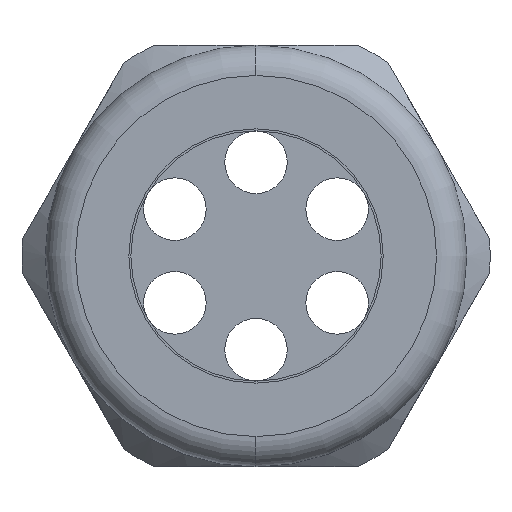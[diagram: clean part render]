
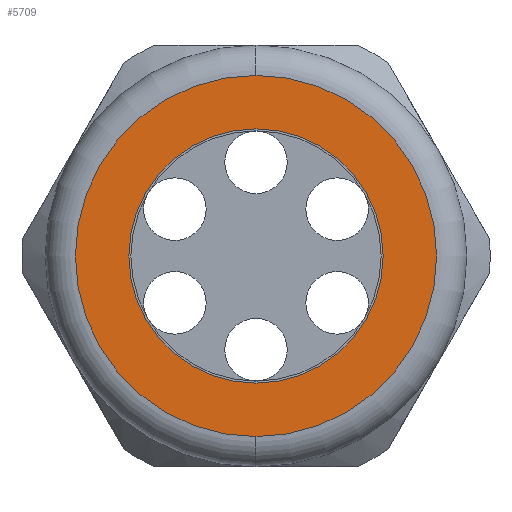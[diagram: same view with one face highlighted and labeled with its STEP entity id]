
A CAD part, left-side view. The second image highlights one B-rep face of the part: STEP entity #5709.
In plain terms, the highlighted planar face has unit normal (-1, 0, 0).
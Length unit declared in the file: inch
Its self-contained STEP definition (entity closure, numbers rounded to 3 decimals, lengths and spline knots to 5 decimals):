
#2735 = DIRECTION ( 'NONE',  ( 0., 0., 1. ) ) ;
#2736 = DIRECTION ( 'NONE',  ( -1., 0., 0. ) ) ;
#2737 = CARTESIAN_POINT ( 'NONE',  ( -2.2, 0., 0. ) ) ;
#2738 = AXIS2_PLACEMENT_3D ( 'NONE', #2737, #2736, #2735 ) ;
#2739 = CIRCLE ( 'NONE', #2738, 0.895 ) ;
#2794 = CARTESIAN_POINT ( 'NONE',  ( -2.2, 0., -0.895 ) ) ;
#2895 = CARTESIAN_POINT ( 'NONE',  ( -2.2, 0., 0.63 ) ) ;
#2896 = CARTESIAN_POINT ( 'NONE',  ( -2.2, 0., -0.63 ) ) ;
#2950 = DIRECTION ( 'NONE',  ( 0., 0., -1. ) ) ;
#2951 = DIRECTION ( 'NONE',  ( 1., 0., 0. ) ) ;
#2952 = CARTESIAN_POINT ( 'NONE',  ( -2.2, 0., 0. ) ) ;
#2953 = AXIS2_PLACEMENT_3D ( 'NONE', #2952, #2951, #2950 ) ;
#2954 = CIRCLE ( 'NONE', #2953, 0.63 ) ;
#2971 = CARTESIAN_POINT ( 'NONE',  ( -2.2, 0., 0.895 ) ) ;
#3815 = EDGE_CURVE ( 'NONE', #5061, #3820, #2739, .T. ) ;
#3820 = VERTEX_POINT ( 'NONE', #2794 ) ;
#4522 = DIRECTION ( 'NONE',  ( 0., 0., -1. ) ) ;
#4523 = DIRECTION ( 'NONE',  ( 1., 0., 0. ) ) ;
#4524 = CARTESIAN_POINT ( 'NONE',  ( -2.2, 0., 0. ) ) ;
#4525 = AXIS2_PLACEMENT_3D ( 'NONE', #4524, #4523, #4522 ) ;
#4526 = CIRCLE ( 'NONE', #4525, 0.63 ) ;
#4554 = DIRECTION ( 'NONE',  ( 0., 0., 1. ) ) ;
#4555 = DIRECTION ( 'NONE',  ( -1., 0., 0. ) ) ;
#4556 = CARTESIAN_POINT ( 'NONE',  ( -2.2, 1.045, 0. ) ) ;
#4557 = AXIS2_PLACEMENT_3D ( 'NONE', #4556, #4555, #4554 ) ;
#4558 = PLANE ( 'NONE',  #4557 ) ;
#4559 = FACE_BOUND ( 'NONE', #5702, .T. ) ;
#4560 = FACE_OUTER_BOUND ( 'NONE', #5693, .T. ) ;
#4576 = DIRECTION ( 'NONE',  ( 0., 0., 1. ) ) ;
#4577 = DIRECTION ( 'NONE',  ( -1., 0., 0. ) ) ;
#4578 = AXIS2_PLACEMENT_3D ( 'NONE', #4584, #4577, #4576 ) ;
#4579 = CIRCLE ( 'NONE', #4578, 0.895 ) ;
#4584 = CARTESIAN_POINT ( 'NONE',  ( -2.2, 0., 0. ) ) ;
#5041 = VERTEX_POINT ( 'NONE', #2896 ) ;
#5042 = VERTEX_POINT ( 'NONE', #2895 ) ;
#5044 = EDGE_CURVE ( 'NONE', #5042, #5041, #2954, .T. ) ;
#5061 = VERTEX_POINT ( 'NONE', #2971 ) ;
#5693 = EDGE_LOOP ( 'NONE', ( #5697, #5701 ) ) ;
#5695 = ORIENTED_EDGE ( 'NONE', *, *, #5696, .T. ) ;
#5696 = EDGE_CURVE ( 'NONE', #5041, #5042, #4526, .T. ) ;
#5697 = ORIENTED_EDGE ( 'NONE', *, *, #3815, .T. ) ;
#5698 = ORIENTED_EDGE ( 'NONE', *, *, #5044, .T. ) ;
#5701 = ORIENTED_EDGE ( 'NONE', *, *, #5704, .T. ) ;
#5702 = EDGE_LOOP ( 'NONE', ( #5695, #5698 ) ) ;
#5704 = EDGE_CURVE ( 'NONE', #3820, #5061, #4579, .T. ) ;
#5709 = ADVANCED_FACE ( 'NONE', ( #4560, #4559 ), #4558, .T. ) ;
